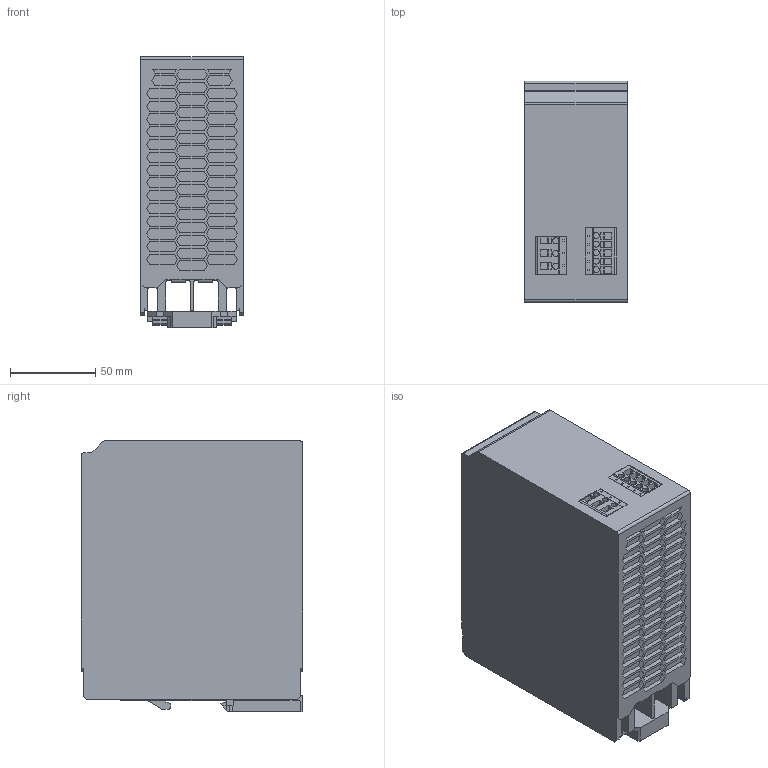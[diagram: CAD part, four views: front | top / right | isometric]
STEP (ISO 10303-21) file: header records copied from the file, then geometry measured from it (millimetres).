
FILE_DESCRIPTION(('SolidDesigner STEP Export'),'2;1');
FILE_NAME('2866323_TRIO_PS_1AC_24DC_10-select.stp','2013-02-08T12:13:39',(''),(''),'Creo Elements/Direct Modeling STEP processor for AP214 (Solid Model)','Creo Elements/Direct Modeling 18.1 06-May-2012 (C) Parametric Technology GmbH','');
FILE_SCHEMA(('AUTOMOTIVE_DESIGN { 1 0 10303 214 1 1 1 1 }'));
Length unit declared in the file: millimetre
Products named in the file (2): 2866323_TRIO_PS_1AC_24DC_10-select
Assembly tree (1 placements, depth 2):
  2866323_TRIO_PS_1AC_24DC_10-select
    2866323_TRIO_PS_1AC_24DC_10-select
Bounding box: 60 x 130 x 159.5 mm (x, y, z)
Volume: 1071752.3 mm3; surface area: 112022.4 mm2
Topology: 1 solids, 1 shells, 981 faces, 2551 edges, 1692 vertices
Faces by surface type: plane 930, cylinder 51
Entity records: 37331 total; most frequent: CARTESIAN_POINT 5359, ORIENTED_EDGE 5102, DIRECTION 4555, EDGE_CURVE 2551, VECTOR 2431, LINE 2431, VERTEX_POINT 1692, EDGE_LOOP 1103
